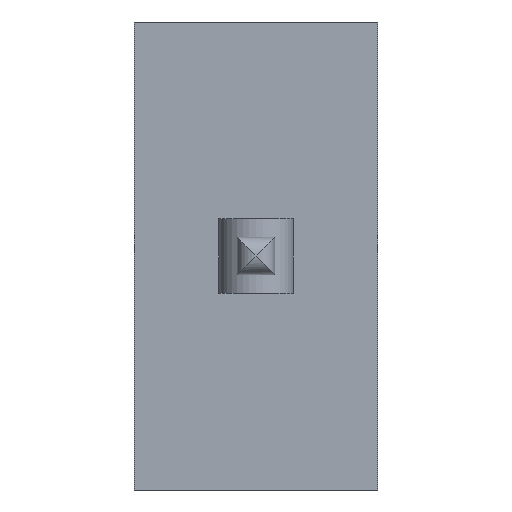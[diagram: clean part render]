
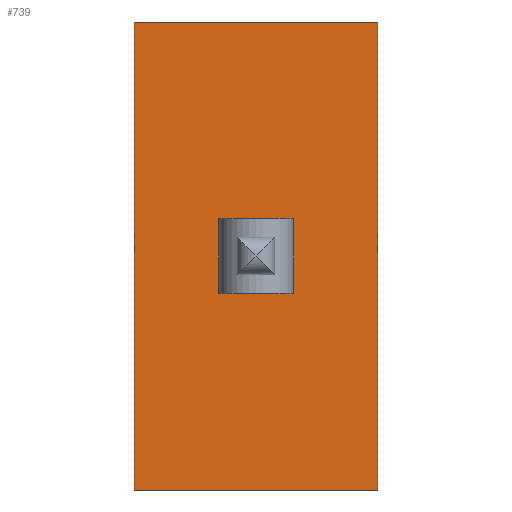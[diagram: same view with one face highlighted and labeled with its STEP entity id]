
A CAD part, front view. The second image highlights one B-rep face of the part: STEP entity #739.
In plain terms, the highlighted planar face has unit normal (0, -1, 0).
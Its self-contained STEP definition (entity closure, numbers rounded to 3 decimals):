
#14 = LINE ( 'NONE', #737, #171 ) ;
#21 = EDGE_LOOP ( 'NONE', ( #738, #702, #646, #435 ) ) ;
#46 = VECTOR ( 'NONE', #143, 1000. ) ;
#52 = CARTESIAN_POINT ( 'NONE',  ( -65., -7.5, 250. ) ) ;
#66 = CARTESIAN_POINT ( 'NONE',  ( -10., -7.5, 115. ) ) ;
#87 = EDGE_CURVE ( 'NONE', #694, #306, #543, .T. ) ;
#95 = CARTESIAN_POINT ( 'NONE',  ( 65., -7.5, 250. ) ) ;
#132 = FACE_BOUND ( 'NONE', #21, .T. ) ;
#135 = CARTESIAN_POINT ( 'NONE',  ( 65., -7.5, 250. ) ) ;
#143 = DIRECTION ( 'NONE',  ( 0., 0., -1. ) ) ;
#171 = VECTOR ( 'NONE', #499, 1000. ) ;
#172 = DIRECTION ( 'NONE',  ( -1., 0., 0. ) ) ;
#184 = AXIS2_PLACEMENT_3D ( 'NONE', #52, #235, #787 ) ;
#190 = VERTEX_POINT ( 'NONE', #342 ) ;
#196 = VERTEX_POINT ( 'NONE', #575 ) ;
#198 = VECTOR ( 'NONE', #400, 1000. ) ;
#203 = VECTOR ( 'NONE', #647, 1000. ) ;
#209 = VECTOR ( 'NONE', #448, 1000. ) ;
#221 = ORIENTED_EDGE ( 'NONE', *, *, #463, .F. ) ;
#235 = DIRECTION ( 'NONE',  ( 0., 1., 0. ) ) ;
#264 = LINE ( 'NONE', #331, #198 ) ;
#267 = VERTEX_POINT ( 'NONE', #505 ) ;
#273 = ORIENTED_EDGE ( 'NONE', *, *, #720, .T. ) ;
#277 = VERTEX_POINT ( 'NONE', #457 ) ;
#283 = ORIENTED_EDGE ( 'NONE', *, *, #637, .F. ) ;
#291 = EDGE_CURVE ( 'NONE', #196, #190, #768, .T. ) ;
#306 = VERTEX_POINT ( 'NONE', #466 ) ;
#317 = VECTOR ( 'NONE', #648, 1000. ) ;
#331 = CARTESIAN_POINT ( 'NONE',  ( 10., -7.5, 135. ) ) ;
#342 = CARTESIAN_POINT ( 'NONE',  ( 65., -7.5, 0. ) ) ;
#360 = CARTESIAN_POINT ( 'NONE',  ( -65., -7.5, 0. ) ) ;
#363 = PLANE ( 'NONE',  #184 ) ;
#376 = ORIENTED_EDGE ( 'NONE', *, *, #291, .T. ) ;
#386 = VECTOR ( 'NONE', #172, 1000. ) ;
#393 = CARTESIAN_POINT ( 'NONE',  ( -65., -7.5, 250. ) ) ;
#400 = DIRECTION ( 'NONE',  ( 0., 0., 1. ) ) ;
#435 = ORIENTED_EDGE ( 'NONE', *, *, #87, .F. ) ;
#448 = DIRECTION ( 'NONE',  ( 1., 0., 0. ) ) ;
#457 = CARTESIAN_POINT ( 'NONE',  ( 10., -7.5, 115. ) ) ;
#463 = EDGE_CURVE ( 'NONE', #665, #190, #681, .T. ) ;
#466 = CARTESIAN_POINT ( 'NONE',  ( -10., -7.5, 135. ) ) ;
#499 = DIRECTION ( 'NONE',  ( 0., 0., -1. ) ) ;
#505 = CARTESIAN_POINT ( 'NONE',  ( -65., -7.5, 250. ) ) ;
#543 = LINE ( 'NONE', #590, #386 ) ;
#544 = EDGE_LOOP ( 'NONE', ( #376, #221, #283, #273 ) ) ;
#549 = LINE ( 'NONE', #66, #587 ) ;
#575 = CARTESIAN_POINT ( 'NONE',  ( -65., -7.5, 0. ) ) ;
#577 = EDGE_CURVE ( 'NONE', #767, #277, #549, .T. ) ;
#586 = FACE_OUTER_BOUND ( 'NONE', #544, .T. ) ;
#587 = VECTOR ( 'NONE', #614, 1000. ) ;
#590 = CARTESIAN_POINT ( 'NONE',  ( -10., -7.5, 135. ) ) ;
#614 = DIRECTION ( 'NONE',  ( 1., 0., 0. ) ) ;
#626 = LINE ( 'NONE', #393, #209 ) ;
#630 = LINE ( 'NONE', #759, #317 ) ;
#637 = EDGE_CURVE ( 'NONE', #267, #665, #626, .T. ) ;
#646 = ORIENTED_EDGE ( 'NONE', *, *, #770, .F. ) ;
#647 = DIRECTION ( 'NONE',  ( 1., 0., 0. ) ) ;
#648 = DIRECTION ( 'NONE',  ( 0., 0., -1. ) ) ;
#665 = VERTEX_POINT ( 'NONE', #95 ) ;
#670 = EDGE_CURVE ( 'NONE', #277, #694, #264, .T. ) ;
#675 = CARTESIAN_POINT ( 'NONE',  ( -10., -7.5, 115. ) ) ;
#681 = LINE ( 'NONE', #135, #46 ) ;
#686 = CARTESIAN_POINT ( 'NONE',  ( 10., -7.5, 135. ) ) ;
#694 = VERTEX_POINT ( 'NONE', #686 ) ;
#702 = ORIENTED_EDGE ( 'NONE', *, *, #577, .F. ) ;
#720 = EDGE_CURVE ( 'NONE', #267, #196, #630, .T. ) ;
#737 = CARTESIAN_POINT ( 'NONE',  ( -10., -7.5, 135. ) ) ;
#738 = ORIENTED_EDGE ( 'NONE', *, *, #670, .F. ) ;
#739 = ADVANCED_FACE ( 'NONE', ( #586, #132 ), #363, .F. ) ;
#759 = CARTESIAN_POINT ( 'NONE',  ( -65., -7.5, 250. ) ) ;
#767 = VERTEX_POINT ( 'NONE', #675 ) ;
#768 = LINE ( 'NONE', #360, #203 ) ;
#770 = EDGE_CURVE ( 'NONE', #306, #767, #14, .T. ) ;
#787 = DIRECTION ( 'NONE',  ( 0., 0., 1. ) ) ;
